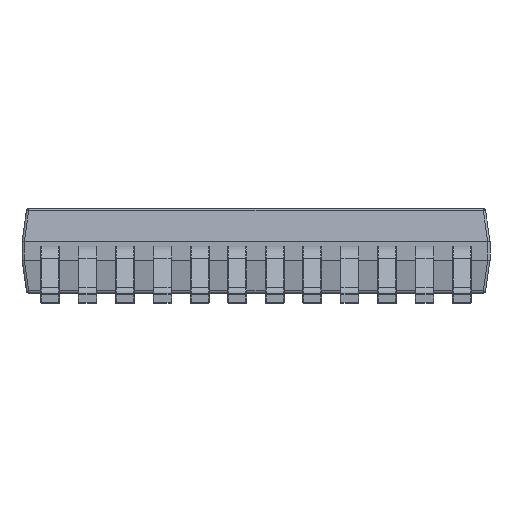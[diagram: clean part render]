
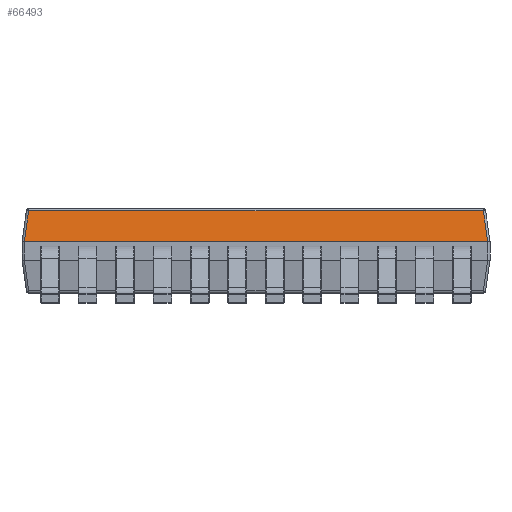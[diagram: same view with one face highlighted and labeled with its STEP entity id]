
A CAD part, left-side view. The second image highlights one B-rep face of the part: STEP entity #66493.
In plain terms, the highlighted planar face has unit normal (-0.99, 0, 0.141).
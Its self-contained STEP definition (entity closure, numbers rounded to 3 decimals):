
#207 = CARTESIAN_POINT ( 'NONE',  ( -2.6, 0., 1.85 ) ) ;
#2098 = CARTESIAN_POINT ( 'NONE',  ( -2.7, -4.951, 1.15 ) ) ;
#2338 = VERTEX_POINT ( 'NONE', #63001 ) ;
#3090 =( BOUNDED_CURVE ( )  B_SPLINE_CURVE ( 3, ( #54240, #30407, #70118, #2098 ),
 .UNSPECIFIED., .F., .F. ) 
 B_SPLINE_CURVE_WITH_KNOTS ( ( 4, 4 ),
 ( 0., 0.01 ),
 .UNSPECIFIED. ) 
 CURVE ( )  GEOMETRIC_REPRESENTATION_ITEM ( )  RATIONAL_B_SPLINE_CURVE ( ( 1., 1., 1., 1. ) ) 
 REPRESENTATION_ITEM ( '' )  );
#4373 = CARTESIAN_POINT ( 'NONE',  ( -2.505, 4.755, 2.516 ) ) ;
#5971 = EDGE_LOOP ( 'NONE', ( #19506, #10795, #73426, #64816, #43729, #70959 ) ) ;
#7403 = CARTESIAN_POINT ( 'NONE',  ( -2.7, 4.951, 1.15 ) ) ;
#9795 = EDGE_CURVE ( 'NONE', #41090, #12961, #64149, .T. ) ;
#10795 = ORIENTED_EDGE ( 'NONE', *, *, #15817, .T. ) ;
#12961 = VERTEX_POINT ( 'NONE', #67429 ) ;
#15817 = EDGE_CURVE ( 'NONE', #72404, #2338, #61947, .T. ) ;
#17609 = AXIS2_PLACEMENT_3D ( 'NONE', #207, #22463, #46304 ) ;
#18170 = CARTESIAN_POINT ( 'NONE',  ( -2.7, 5., 1.15 ) ) ;
#18466 = EDGE_CURVE ( 'NONE', #48501, #2338, #74465, .T. ) ;
#18566 = LINE ( 'NONE', #35894, #57554 ) ;
#19506 = ORIENTED_EDGE ( 'NONE', *, *, #72968, .T. ) ;
#19594 = PLANE ( 'NONE',  #17609 ) ;
#19805 = EDGE_CURVE ( 'NONE', #48501, #41090, #3090, .T. ) ;
#21737 = CARTESIAN_POINT ( 'NONE',  ( -2.606, 4.857, 1.807 ) ) ;
#22463 = DIRECTION ( 'NONE',  ( -0.99, 0., 0.141 ) ) ;
#22467 = DIRECTION ( 'NONE',  ( -0.14, 0.14, -0.98 ) ) ;
#25249 = FACE_OUTER_BOUND ( 'NONE', #5971, .T. ) ;
#25962 = CARTESIAN_POINT ( 'NONE',  ( -2.7, -4.95, 1.15 ) ) ;
#26892 = VECTOR ( 'NONE', #63382, 1000. ) ;
#27317 = VERTEX_POINT ( 'NONE', #21737 ) ;
#27948 = CARTESIAN_POINT ( 'NONE',  ( -2.7, 4.951, 1.15 ) ) ;
#30407 = CARTESIAN_POINT ( 'NONE',  ( -2.7, -4.95, 1.15 ) ) ;
#30796 = CARTESIAN_POINT ( 'NONE',  ( -2.7, 4.95, 1.15 ) ) ;
#33608 = VECTOR ( 'NONE', #22467, 1000. ) ;
#35894 = CARTESIAN_POINT ( 'NONE',  ( -2.606, 0., 1.807 ) ) ;
#41090 = VERTEX_POINT ( 'NONE', #59424 ) ;
#41578 = DIRECTION ( 'NONE',  ( 0., 1., 0. ) ) ;
#43729 = ORIENTED_EDGE ( 'NONE', *, *, #9795, .T. ) ;
#46304 = DIRECTION ( 'NONE',  ( 0., 1., 0. ) ) ;
#48501 = VERTEX_POINT ( 'NONE', #25962 ) ;
#48898 = EDGE_CURVE ( 'NONE', #12961, #27317, #18566, .T. ) ;
#51205 = LINE ( 'NONE', #4373, #33608 ) ;
#51696 = CARTESIAN_POINT ( 'NONE',  ( -2.505, -4.755, 2.516 ) ) ;
#53892 = CARTESIAN_POINT ( 'NONE',  ( -2.7, 4.95, 1.15 ) ) ;
#54240 = CARTESIAN_POINT ( 'NONE',  ( -2.7, -4.95, 1.15 ) ) ;
#57554 = VECTOR ( 'NONE', #41578, 1000. ) ;
#58172 = DIRECTION ( 'NONE',  ( 0., 1., 0. ) ) ;
#59424 = CARTESIAN_POINT ( 'NONE',  ( -2.7, -4.951, 1.15 ) ) ;
#59504 = CARTESIAN_POINT ( 'NONE',  ( -2.7, 4.95, 1.15 ) ) ;
#61663 = VECTOR ( 'NONE', #58172, 1000. ) ;
#61947 =( BOUNDED_CURVE ( )  B_SPLINE_CURVE ( 3, ( #7403, #59504, #30796, #53892 ),
 .UNSPECIFIED., .F., .F. ) 
 B_SPLINE_CURVE_WITH_KNOTS ( ( 4, 4 ),
 ( 6.273, 6.283 ),
 .UNSPECIFIED. ) 
 CURVE ( )  GEOMETRIC_REPRESENTATION_ITEM ( )  RATIONAL_B_SPLINE_CURVE ( ( 1., 1., 1., 1. ) ) 
 REPRESENTATION_ITEM ( '' )  );
#63001 = CARTESIAN_POINT ( 'NONE',  ( -2.7, 4.95, 1.15 ) ) ;
#63382 = DIRECTION ( 'NONE',  ( 0.14, 0.14, 0.98 ) ) ;
#64149 = LINE ( 'NONE', #51696, #26892 ) ;
#64816 = ORIENTED_EDGE ( 'NONE', *, *, #19805, .T. ) ;
#66493 = ADVANCED_FACE ( 'NONE', ( #25249 ), #19594, .T. ) ;
#67429 = CARTESIAN_POINT ( 'NONE',  ( -2.606, -4.857, 1.807 ) ) ;
#70118 = CARTESIAN_POINT ( 'NONE',  ( -2.7, -4.95, 1.15 ) ) ;
#70959 = ORIENTED_EDGE ( 'NONE', *, *, #48898, .T. ) ;
#72404 = VERTEX_POINT ( 'NONE', #27948 ) ;
#72968 = EDGE_CURVE ( 'NONE', #27317, #72404, #51205, .T. ) ;
#73426 = ORIENTED_EDGE ( 'NONE', *, *, #18466, .F. ) ;
#74465 = LINE ( 'NONE', #18170, #61663 ) ;
